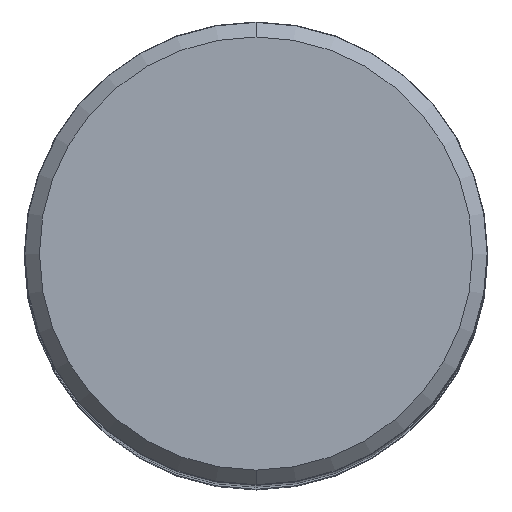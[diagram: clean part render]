
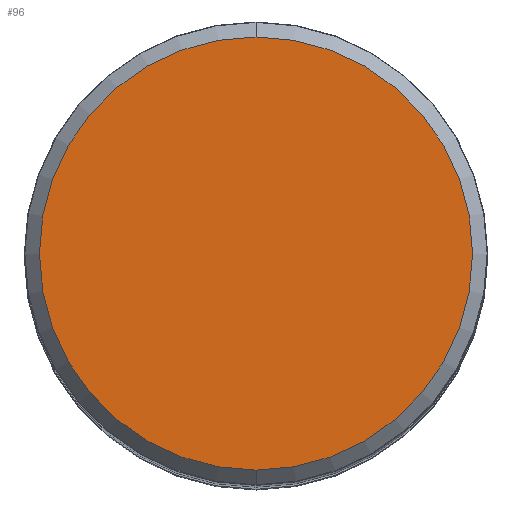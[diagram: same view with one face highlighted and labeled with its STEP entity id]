
A CAD part, top view. The second image highlights one B-rep face of the part: STEP entity #96.
In plain terms, the highlighted planar face has unit normal (0, 0, 1).
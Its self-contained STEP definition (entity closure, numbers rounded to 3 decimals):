
#57=PLANE('',#612);
#96=ADVANCED_FACE('',(#125),#57,.T.);
#125=FACE_OUTER_BOUND('',#154,.T.);
#154=EDGE_LOOP('',(#262,#263));
#262=ORIENTED_EDGE('',*,*,#356,.F.);
#263=ORIENTED_EDGE('',*,*,#353,.F.);
#299=VERTEX_POINT('',#993);
#300=VERTEX_POINT('',#994);
#353=EDGE_CURVE('',#299,#300,#398,.T.);
#356=EDGE_CURVE('',#300,#299,#399,.T.);
#398=CIRCLE('',#608,14.84);
#399=CIRCLE('',#610,14.84);
#608=AXIS2_PLACEMENT_3D('',#992,#772,#773);
#610=AXIS2_PLACEMENT_3D('',#998,#778,#779);
#612=AXIS2_PLACEMENT_3D('',#1000,#782,#783);
#772=DIRECTION('',(0.,0.,-1.));
#773=DIRECTION('',(0.,-1.,0.));
#778=DIRECTION('',(0.,0.,-1.));
#779=DIRECTION('',(0.,1.,0.));
#782=DIRECTION('',(0.,0.,1.));
#783=DIRECTION('',(0.,-1.,0.));
#992=CARTESIAN_POINT('',(0.,0.,0.));
#993=CARTESIAN_POINT('',(0.,-14.84,0.));
#994=CARTESIAN_POINT('',(0.,14.84,0.));
#998=CARTESIAN_POINT('',(0.,0.,0.));
#1000=CARTESIAN_POINT('',(0.,0.,0.));
